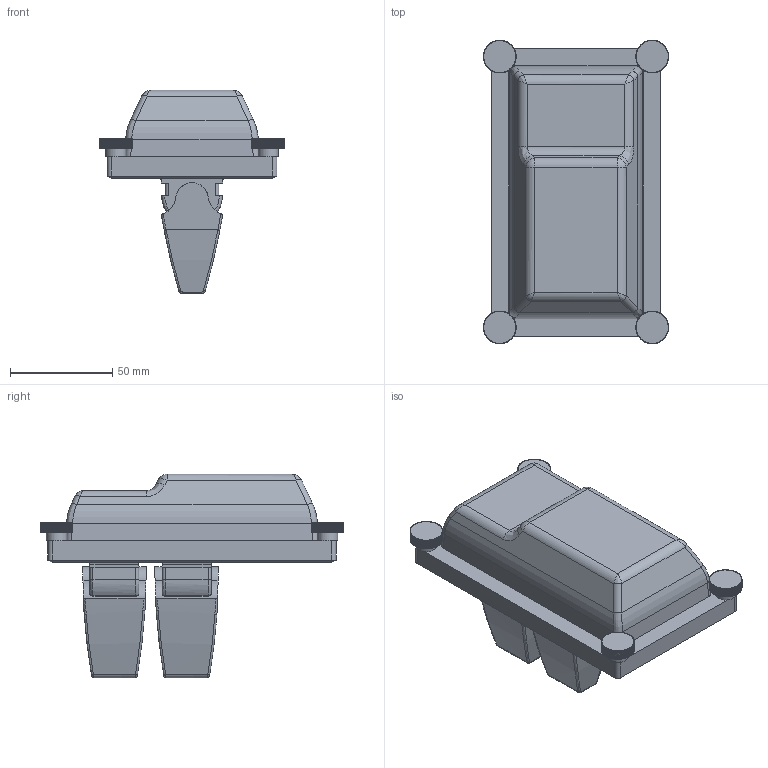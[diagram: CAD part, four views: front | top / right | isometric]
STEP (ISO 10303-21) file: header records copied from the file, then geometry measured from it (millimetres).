
FILE_DESCRIPTION(/* description */ (''),/* implementation_level */ '2;1');
FILE_NAME(/* name */ 'PJC 212 .stp',/* time_stamp */ '2015-11-04T13:15:42+01:00',/* author */ ('elvira'),/* organization */ (''),/* preprocessor_version */ 'ST-DEVELOPER v15.6',/* originating_system */ 'Autodesk Inventor 2015',/* authorisation */ '');
FILE_SCHEMA (('AUTOMOTIVE_DESIGN { 1 0 10303 214 3 1 1 }'));
Products named in the file (1): PJC 212
Bounding box: 90.71 x 148.71 x 99.7 mm (x, y, z)
Volume: 417715.6 mm3; surface area: 50221.3 mm2
Topology: 1 solids, 1 shells, 1459 faces, 4122 edges, 2712 vertices
Faces by surface type: cylinder 871, plane 361, bspline 209, sphere 10, torus 8
Full cylindrical faces by diameter (mm): 10 x4
Entity records: 53266 total; most frequent: CARTESIAN_POINT 14075, ORIENTED_EDGE 8220, DIRECTION 7978, EDGE_CURVE 4110, AXIS2_PLACEMENT_3D 3047, VERTEX_POINT 2708, LINE 1884, VECTOR 1884
